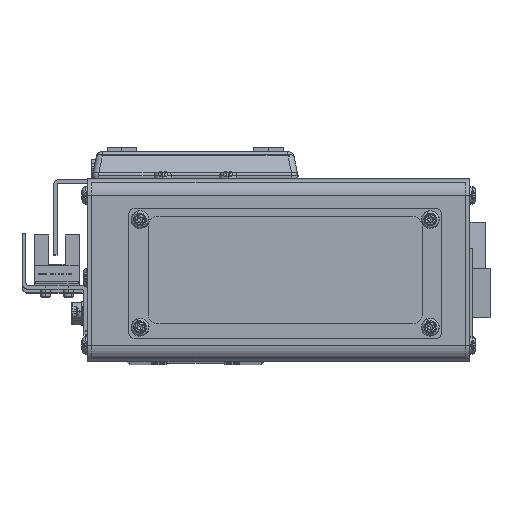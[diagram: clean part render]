
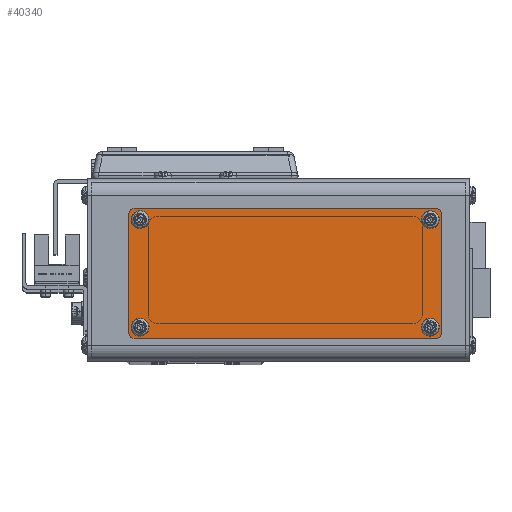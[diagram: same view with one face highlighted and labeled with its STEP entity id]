
A CAD part, top view. The second image highlights one B-rep face of the part: STEP entity #40340.
In plain terms, the highlighted face is planar.
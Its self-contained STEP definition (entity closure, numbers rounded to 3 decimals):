
#216 = VERTEX_POINT ( 'NONE', #47761 ) ;
#463 = CARTESIAN_POINT ( 'NONE',  ( 138.606, 199.269, 0. ) ) ;
#560 = DIRECTION ( 'NONE',  ( 1., 0., 0. ) ) ;
#566 = ORIENTED_EDGE ( 'NONE', *, *, #16815, .T. ) ;
#865 = VERTEX_POINT ( 'NONE', #26323 ) ;
#1338 = DIRECTION ( 'NONE',  ( 1., 0., 0. ) ) ;
#3763 = CIRCLE ( 'NONE', #74674, 1.7 ) ;
#3898 = LINE ( 'NONE', #73129, #39314 ) ;
#4456 = FACE_BOUND ( 'NONE', #15233, .T. ) ;
#4918 = CIRCLE ( 'NONE', #30073, 2. ) ;
#4933 = CARTESIAN_POINT ( 'NONE',  ( 46.406, 233.769, 0. ) ) ;
#6186 = VERTEX_POINT ( 'NONE', #74291 ) ;
#6266 = ORIENTED_EDGE ( 'NONE', *, *, #8704, .F. ) ;
#6809 = VECTOR ( 'NONE', #73903, 1000. ) ;
#7228 = VERTEX_POINT ( 'NONE', #9812 ) ;
#7969 = VERTEX_POINT ( 'NONE', #31527 ) ;
#8704 = EDGE_CURVE ( 'NONE', #64280, #69942, #3898, .T. ) ;
#8864 = DIRECTION ( 'NONE',  ( 0., 0., 1. ) ) ;
#9812 = CARTESIAN_POINT ( 'NONE',  ( 46.206, 232.269, 0. ) ) ;
#10895 = DIRECTION ( 'NONE',  ( 1., 0., 0. ) ) ;
#11080 = DIRECTION ( 'NONE',  ( 0., 0., 1. ) ) ;
#11142 = LINE ( 'NONE', #25060, #72619 ) ;
#11256 = CARTESIAN_POINT ( 'NONE',  ( 136.906, 232.269, 0. ) ) ;
#12226 = DIRECTION ( 'NONE',  ( 0., 1., 0. ) ) ;
#12648 = ORIENTED_EDGE ( 'NONE', *, *, #59098, .T. ) ;
#13936 = EDGE_CURVE ( 'NONE', #76265, #7969, #58907, .T. ) ;
#14062 = AXIS2_PLACEMENT_3D ( 'NONE', #26823, #68463, #32850 ) ;
#15233 = EDGE_LOOP ( 'NONE', ( #60054, #45403 ) ) ;
#16052 = EDGE_CURVE ( 'NONE', #41353, #27049, #73572, .T. ) ;
#16316 = DIRECTION ( 'NONE',  ( 0., 0., 1. ) ) ;
#16815 = EDGE_CURVE ( 'NONE', #865, #7228, #3763, .T. ) ;
#16998 = ORIENTED_EDGE ( 'NONE', *, *, #45122, .T. ) ;
#17110 = EDGE_LOOP ( 'NONE', ( #75309, #566 ) ) ;
#17255 = DIRECTION ( 'NONE',  ( 1., 0., 0. ) ) ;
#17395 = EDGE_CURVE ( 'NONE', #73225, #216, #37235, .T. ) ;
#19923 = LINE ( 'NONE', #59853, #61787 ) ;
#20269 = FACE_BOUND ( 'NONE', #43030, .T. ) ;
#20861 = PLANE ( 'NONE',  #68687 ) ;
#21787 = DIRECTION ( 'NONE',  ( 0., 0., 1. ) ) ;
#23258 = CARTESIAN_POINT ( 'NONE',  ( 44.406, 233.769, 0. ) ) ;
#23921 = DIRECTION ( 'NONE',  ( 0., 0., 1. ) ) ;
#23933 = DIRECTION ( 'NONE',  ( 0., 0., 1. ) ) ;
#24147 = EDGE_CURVE ( 'NONE', #56427, #51537, #70155, .T. ) ;
#24736 = ORIENTED_EDGE ( 'NONE', *, *, #13936, .F. ) ;
#25060 = CARTESIAN_POINT ( 'NONE',  ( 138.406, 195.769, 0. ) ) ;
#26323 = CARTESIAN_POINT ( 'NONE',  ( 49.606, 232.269, 0. ) ) ;
#26823 = CARTESIAN_POINT ( 'NONE',  ( 47.906, 199.269, 0. ) ) ;
#27049 = VERTEX_POINT ( 'NONE', #43995 ) ;
#27091 = AXIS2_PLACEMENT_3D ( 'NONE', #46708, #11080, #52700 ) ;
#27728 = CARTESIAN_POINT ( 'NONE',  ( 46.406, 235.769, 0. ) ) ;
#28270 = CARTESIAN_POINT ( 'NONE',  ( 136.906, 199.269, 0. ) ) ;
#28298 = CARTESIAN_POINT ( 'NONE',  ( 44.406, 197.769, 0. ) ) ;
#29131 = AXIS2_PLACEMENT_3D ( 'NONE', #59535, #23921, #65555 ) ;
#29730 = AXIS2_PLACEMENT_3D ( 'NONE', #28270, #69899, #34294 ) ;
#30073 = AXIS2_PLACEMENT_3D ( 'NONE', #71903, #36263, #560 ) ;
#31401 = CARTESIAN_POINT ( 'NONE',  ( 138.406, 195.769, 0. ) ) ;
#31497 = DIRECTION ( 'NONE',  ( -1., 0., 0. ) ) ;
#31527 = CARTESIAN_POINT ( 'NONE',  ( 140.406, 197.769, 0. ) ) ;
#32416 = DIRECTION ( 'NONE',  ( 0., 0., 1. ) ) ;
#32488 = ORIENTED_EDGE ( 'NONE', *, *, #73079, .F. ) ;
#32764 = ORIENTED_EDGE ( 'NONE', *, *, #56725, .T. ) ;
#32842 = DIRECTION ( 'NONE',  ( 1., 0., 0. ) ) ;
#32850 = DIRECTION ( 'NONE',  ( 1., 0., 0. ) ) ;
#34284 = FACE_BOUND ( 'NONE', #17110, .T. ) ;
#34294 = DIRECTION ( 'NONE',  ( 1., 0., 0. ) ) ;
#35229 = CARTESIAN_POINT ( 'NONE',  ( 47.906, 199.269, 0. ) ) ;
#35316 = CARTESIAN_POINT ( 'NONE',  ( 46.206, 199.269, 0. ) ) ;
#36141 = FACE_OUTER_BOUND ( 'NONE', #50354, .T. ) ;
#36263 = DIRECTION ( 'NONE',  ( 0., 0., 1. ) ) ;
#37235 = CIRCLE ( 'NONE', #55694, 1.7 ) ;
#38623 = EDGE_CURVE ( 'NONE', #6186, #76265, #11142, .T. ) ;
#39314 = VECTOR ( 'NONE', #31497, 1000. ) ;
#40340 = ADVANCED_FACE ( 'NONE', ( #20269, #34284, #36141, #50036, #4456 ), #20861, .F. ) ;
#41186 = DIRECTION ( 'NONE',  ( 1., 0., 0. ) ) ;
#41353 = VERTEX_POINT ( 'NONE', #463 ) ;
#43030 = EDGE_LOOP ( 'NONE', ( #16998, #12648 ) ) ;
#43507 = CIRCLE ( 'NONE', #48159, 2. ) ;
#43995 = CARTESIAN_POINT ( 'NONE',  ( 135.206, 199.269, 0. ) ) ;
#45122 = EDGE_CURVE ( 'NONE', #55369, #61204, #73834, .T. ) ;
#45290 = EDGE_CURVE ( 'NONE', #48672, #64280, #4918, .T. ) ;
#45403 = ORIENTED_EDGE ( 'NONE', *, *, #16052, .T. ) ;
#45956 = EDGE_CURVE ( 'NONE', #27049, #41353, #66283, .T. ) ;
#46517 = DIRECTION ( 'NONE',  ( 0., 0., 1. ) ) ;
#46708 = CARTESIAN_POINT ( 'NONE',  ( 136.906, 199.269, 0. ) ) ;
#46986 = CARTESIAN_POINT ( 'NONE',  ( 138.406, 235.769, 0. ) ) ;
#47151 = ORIENTED_EDGE ( 'NONE', *, *, #58634, .F. ) ;
#47761 = CARTESIAN_POINT ( 'NONE',  ( 49.606, 199.269, 0. ) ) ;
#48159 = AXIS2_PLACEMENT_3D ( 'NONE', #4933, #46517, #10895 ) ;
#48672 = VERTEX_POINT ( 'NONE', #69044 ) ;
#49181 = AXIS2_PLACEMENT_3D ( 'NONE', #57409, #21787, #63388 ) ;
#49360 = EDGE_CURVE ( 'NONE', #69942, #56427, #43507, .T. ) ;
#50036 = FACE_BOUND ( 'NONE', #65888, .T. ) ;
#50354 = EDGE_LOOP ( 'NONE', ( #51755, #6266, #76997, #47151, #24736, #71097, #32488, #63495 ) ) ;
#50478 = CARTESIAN_POINT ( 'NONE',  ( 46.406, 233.769, 0. ) ) ;
#51537 = VERTEX_POINT ( 'NONE', #28298 ) ;
#51755 = ORIENTED_EDGE ( 'NONE', *, *, #49360, .F. ) ;
#51943 = CARTESIAN_POINT ( 'NONE',  ( 47.906, 232.269, 0. ) ) ;
#52700 = DIRECTION ( 'NONE',  ( 1., 0., 0. ) ) ;
#52871 = DIRECTION ( 'NONE',  ( 0., 0., 1. ) ) ;
#53319 = CARTESIAN_POINT ( 'NONE',  ( 135.206, 232.269, 0. ) ) ;
#55212 = CIRCLE ( 'NONE', #29131, 1.7 ) ;
#55369 = VERTEX_POINT ( 'NONE', #53319 ) ;
#55694 = AXIS2_PLACEMENT_3D ( 'NONE', #35229, #76874, #41186 ) ;
#55892 = CARTESIAN_POINT ( 'NONE',  ( 44.406, 197.769, 0. ) ) ;
#56427 = VERTEX_POINT ( 'NONE', #23258 ) ;
#56725 = EDGE_CURVE ( 'NONE', #216, #73225, #73245, .T. ) ;
#57409 = CARTESIAN_POINT ( 'NONE',  ( 46.406, 197.769, 0. ) ) ;
#57921 = DIRECTION ( 'NONE',  ( 1., 0., 0. ) ) ;
#58634 = EDGE_CURVE ( 'NONE', #7969, #48672, #19923, .T. ) ;
#58907 = CIRCLE ( 'NONE', #69328, 2. ) ;
#59098 = EDGE_CURVE ( 'NONE', #61204, #55369, #55212, .T. ) ;
#59535 = CARTESIAN_POINT ( 'NONE',  ( 136.906, 232.269, 0. ) ) ;
#59552 = CARTESIAN_POINT ( 'NONE',  ( 138.406, 197.769, 0. ) ) ;
#59853 = CARTESIAN_POINT ( 'NONE',  ( 140.406, 233.769, 0. ) ) ;
#60054 = ORIENTED_EDGE ( 'NONE', *, *, #45956, .T. ) ;
#61204 = VERTEX_POINT ( 'NONE', #77020 ) ;
#61726 = AXIS2_PLACEMENT_3D ( 'NONE', #68038, #32416, #74053 ) ;
#61787 = VECTOR ( 'NONE', #12226, 1000. ) ;
#63195 = EDGE_CURVE ( 'NONE', #7228, #865, #72788, .T. ) ;
#63388 = DIRECTION ( 'NONE',  ( 1., 0., 0. ) ) ;
#63495 = ORIENTED_EDGE ( 'NONE', *, *, #24147, .F. ) ;
#64280 = VERTEX_POINT ( 'NONE', #46986 ) ;
#65555 = DIRECTION ( 'NONE',  ( 1., 0., 0. ) ) ;
#65566 = DIRECTION ( 'NONE',  ( 1., 0., 0. ) ) ;
#65888 = EDGE_LOOP ( 'NONE', ( #69972, #32764 ) ) ;
#66283 = CIRCLE ( 'NONE', #27091, 1.7 ) ;
#68038 = CARTESIAN_POINT ( 'NONE',  ( 47.906, 232.269, 0. ) ) ;
#68463 = DIRECTION ( 'NONE',  ( 0., 0., 1. ) ) ;
#68687 = AXIS2_PLACEMENT_3D ( 'NONE', #50478, #8864, #32842 ) ;
#69044 = CARTESIAN_POINT ( 'NONE',  ( 140.406, 233.769, 0. ) ) ;
#69328 = AXIS2_PLACEMENT_3D ( 'NONE', #59552, #23933, #65566 ) ;
#69899 = DIRECTION ( 'NONE',  ( 0., 0., 1. ) ) ;
#69942 = VERTEX_POINT ( 'NONE', #27728 ) ;
#69972 = ORIENTED_EDGE ( 'NONE', *, *, #17395, .T. ) ;
#70155 = LINE ( 'NONE', #55892, #6809 ) ;
#70688 = CIRCLE ( 'NONE', #49181, 2. ) ;
#71097 = ORIENTED_EDGE ( 'NONE', *, *, #38623, .F. ) ;
#71903 = CARTESIAN_POINT ( 'NONE',  ( 138.406, 233.769, 0. ) ) ;
#72619 = VECTOR ( 'NONE', #1338, 1000. ) ;
#72788 = CIRCLE ( 'NONE', #61726, 1.7 ) ;
#73079 = EDGE_CURVE ( 'NONE', #51537, #6186, #70688, .T. ) ;
#73129 = CARTESIAN_POINT ( 'NONE',  ( 46.406, 235.769, 0. ) ) ;
#73225 = VERTEX_POINT ( 'NONE', #35316 ) ;
#73245 = CIRCLE ( 'NONE', #14062, 1.7 ) ;
#73572 = CIRCLE ( 'NONE', #29730, 1.7 ) ;
#73834 = CIRCLE ( 'NONE', #75481, 1.7 ) ;
#73903 = DIRECTION ( 'NONE',  ( 0., -1., 0. ) ) ;
#74053 = DIRECTION ( 'NONE',  ( 1., 0., 0. ) ) ;
#74291 = CARTESIAN_POINT ( 'NONE',  ( 46.406, 195.769, 0. ) ) ;
#74674 = AXIS2_PLACEMENT_3D ( 'NONE', #51943, #16316, #57921 ) ;
#75309 = ORIENTED_EDGE ( 'NONE', *, *, #63195, .T. ) ;
#75481 = AXIS2_PLACEMENT_3D ( 'NONE', #11256, #52871, #17255 ) ;
#76265 = VERTEX_POINT ( 'NONE', #31401 ) ;
#76874 = DIRECTION ( 'NONE',  ( 0., 0., 1. ) ) ;
#76997 = ORIENTED_EDGE ( 'NONE', *, *, #45290, .F. ) ;
#77020 = CARTESIAN_POINT ( 'NONE',  ( 138.606, 232.269, 0. ) ) ;
